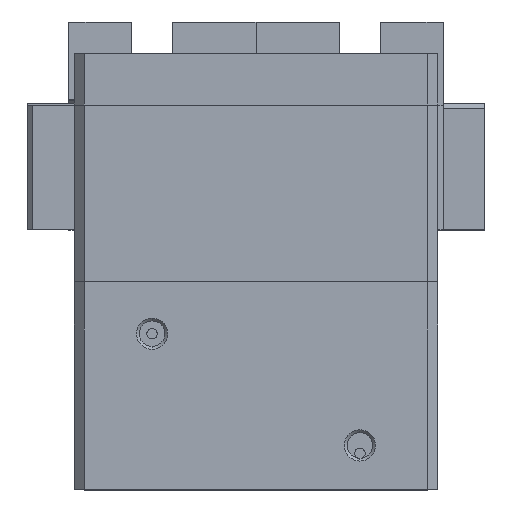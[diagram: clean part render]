
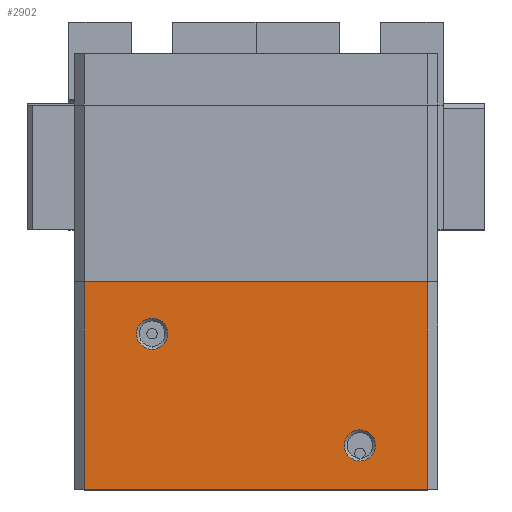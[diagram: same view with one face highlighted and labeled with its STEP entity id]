
A CAD part, top view. The second image highlights one B-rep face of the part: STEP entity #2902.
In plain terms, the highlighted planar face has unit normal (0, 0, 1).
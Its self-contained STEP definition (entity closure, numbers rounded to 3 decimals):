
#1332 = EDGE_CURVE( '', #2032, #2792, #3752, .T. );
#1426 = VERTEX_POINT( '', #3859 );
#1542 = EDGE_CURVE( '', #3234, #1426, #3984, .T. );
#1664 = VERTEX_POINT( '', #4121 );
#1704 = EDGE_CURVE( '', #2792, #2032, #4163, .T. );
#2032 = VERTEX_POINT( '', #4525 );
#2306 = EDGE_CURVE( '', #3294, #3264, #4832, .T. );
#2756 = VERTEX_POINT( '', #5336 );
#2792 = VERTEX_POINT( '', #5375 );
#2902 = ADVANCED_FACE( '', ( #5492, #5493, #5494 ), #5495, .T. );
#2926 = EDGE_CURVE( '', #2756, #1664, #5522, .T. );
#3042 = EDGE_CURVE( '', #1664, #2756, #5662, .T. );
#3086 = EDGE_CURVE( '', #3234, #3294, #5710, .T. );
#3234 = VERTEX_POINT( '', #5873 );
#3264 = VERTEX_POINT( '', #5905 );
#3278 = EDGE_CURVE( '', #3264, #1426, #5919, .T. );
#3294 = VERTEX_POINT( '', #5938 );
#3752 = CIRCLE( '', #6485, 1.5 );
#3859 = CARTESIAN_POINT( '', ( -16.5, 19.99, 11. ) );
#3984 = LINE( '', #6804, #6805 );
#4121 = CARTESIAN_POINT( '', ( 10., 2.75, 11. ) );
#4163 = CIRCLE( '', #7051, 1.5 );
#4525 = CARTESIAN_POINT( '', ( -10., 16.5, 11. ) );
#4832 = LINE( '', #7983, #7984 );
#5336 = CARTESIAN_POINT( '', ( 10., 5.75, 11. ) );
#5375 = CARTESIAN_POINT( '', ( -10., 13.5, 11. ) );
#5492 = FACE_OUTER_BOUND( '', #8928, .T. );
#5493 = FACE_BOUND( '', #8929, .T. );
#5494 = FACE_BOUND( '', #8930, .T. );
#5495 = PLANE( '', #8931 );
#5522 = CIRCLE( '', #8972, 1.5 );
#5662 = CIRCLE( '', #9159, 1.5 );
#5710 = LINE( '', #9224, #9225 );
#5873 = CARTESIAN_POINT( '', ( -16.5, 0., 11. ) );
#5905 = CARTESIAN_POINT( '', ( 16.5, 19.99, 11. ) );
#5919 = LINE( '', #9513, #9514 );
#5938 = CARTESIAN_POINT( '', ( 16.5, 0., 11. ) );
#6485 = AXIS2_PLACEMENT_3D( '', #10155, #10156, #10157 );
#6804 = CARTESIAN_POINT( '', ( -16.5, 0., 11. ) );
#6805 = VECTOR( '', #10402, 1. );
#7051 = AXIS2_PLACEMENT_3D( '', #10600, #10601, #10602 );
#7983 = CARTESIAN_POINT( '', ( 16.5, 0., 11. ) );
#7984 = VECTOR( '', #11350, 1. );
#8928 = EDGE_LOOP( '', ( #12073, #12074, #12075, #12076 ) );
#8929 = EDGE_LOOP( '', ( #12077, #12078 ) );
#8930 = EDGE_LOOP( '', ( #12079, #12080 ) );
#8931 = AXIS2_PLACEMENT_3D( '', #12081, #12082, #12083 );
#8972 = AXIS2_PLACEMENT_3D( '', #12117, #12118, #12119 );
#9159 = AXIS2_PLACEMENT_3D( '', #12340, #12341, #12342 );
#9224 = CARTESIAN_POINT( '', ( -16.5, 0., 11. ) );
#9225 = VECTOR( '', #12391, 1. );
#9513 = CARTESIAN_POINT( '', ( 8.25, 19.99, 11. ) );
#9514 = VECTOR( '', #12633, 1. );
#10155 = CARTESIAN_POINT( '', ( -10., 15., 11. ) );
#10156 = DIRECTION( '', ( 0., 0., -1. ) );
#10157 = DIRECTION( '', ( 0., 1., 0. ) );
#10402 = DIRECTION( '', ( 0., 1., 0. ) );
#10600 = CARTESIAN_POINT( '', ( -10., 15., 11. ) );
#10601 = DIRECTION( '', ( 0., 0., -1. ) );
#10602 = DIRECTION( '', ( 0., 1., 0. ) );
#11350 = DIRECTION( '', ( 0., 1., 0. ) );
#12073 = ORIENTED_EDGE( '', *, *, #3278, .T. );
#12074 = ORIENTED_EDGE( '', *, *, #1542, .F. );
#12075 = ORIENTED_EDGE( '', *, *, #3086, .T. );
#12076 = ORIENTED_EDGE( '', *, *, #2306, .T. );
#12077 = ORIENTED_EDGE( '', *, *, #1332, .T. );
#12078 = ORIENTED_EDGE( '', *, *, #1704, .T. );
#12079 = ORIENTED_EDGE( '', *, *, #2926, .T. );
#12080 = ORIENTED_EDGE( '', *, *, #3042, .T. );
#12081 = CARTESIAN_POINT( '', ( 16.5, 0., 11. ) );
#12082 = DIRECTION( '', ( 0., 0., 1. ) );
#12083 = DIRECTION( '', ( 1., 0., 0. ) );
#12117 = CARTESIAN_POINT( '', ( 10., 4.25, 11. ) );
#12118 = DIRECTION( '', ( 0., 0., -1. ) );
#12119 = DIRECTION( '', ( 0., 1., 0. ) );
#12340 = CARTESIAN_POINT( '', ( 10., 4.25, 11. ) );
#12341 = DIRECTION( '', ( 0., 0., -1. ) );
#12342 = DIRECTION( '', ( 0., 1., 0. ) );
#12391 = DIRECTION( '', ( 1., 0., 0. ) );
#12633 = DIRECTION( '', ( -1., 0., 0. ) );
